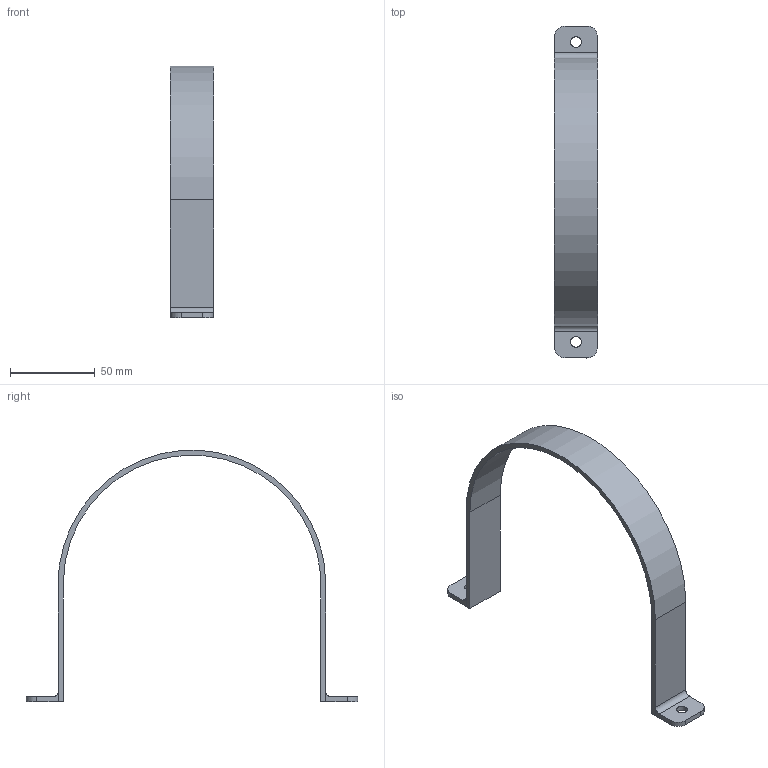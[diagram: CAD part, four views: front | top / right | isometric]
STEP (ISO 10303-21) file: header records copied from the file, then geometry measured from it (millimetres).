
FILE_DESCRIPTION(/* description */ (''),/* implementation_level */ '2;1');
FILE_NAME(/* name */ '11 - Strap',/* time_stamp */ '2024-01-12T11:42:04-06:00',/* author */ (''),/* organization */ (''),/* preprocessor_version */ 'ST-DEVELOPER v16.5',/* originating_system */ 'Rhino 7.34',/* authorisation */ '');
FILE_SCHEMA (('CONFIG_CONTROL_DESIGN'));
Length unit declared in the file: inch
Products named in the file (1): Document
Bounding box: 25.4 x 195.93 x 148.43 mm (x, y, z)
Surface area: 23717.7 mm2 (no closed solid volume)
Topology: 0 solids, 1 shells, 28 faces, 82 edges, 54 vertices
Faces by surface type: plane 16, cylinder 12
Entity records: 908 total; most frequent: CARTESIAN_POINT 306, ORIENTED_EDGE 156, EDGE_CURVE 82, VERTEX_POINT 54, B_SPLINE_CURVE_WITH_KNOTS 40, EDGE_LOOP 32, DIRECTION 32, AXIS2_PLACEMENT_3D 30
